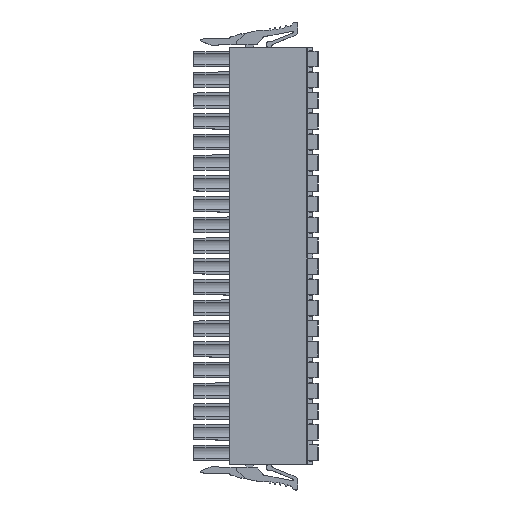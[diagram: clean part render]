
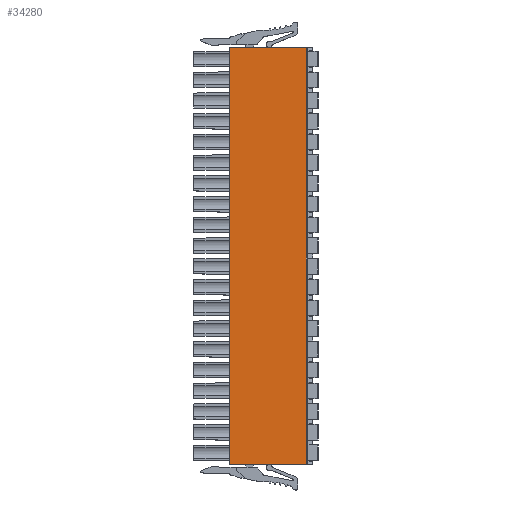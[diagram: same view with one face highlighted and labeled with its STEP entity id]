
A CAD part, top view. The second image highlights one B-rep face of the part: STEP entity #34280.
In plain terms, the highlighted planar face has unit normal (0, 0, 1).
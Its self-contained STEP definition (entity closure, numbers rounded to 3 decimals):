
#8185=DIRECTION('',(0.,1.,0.));
#8186=VECTOR('',#8185,76.59);
#8187=CARTESIAN_POINT('',(7.475,-22.265,3.4));
#8188=LINE('',#8187,#8186);
#8193=DIRECTION('',(0.,1.,0.));
#8194=VECTOR('',#8193,76.59);
#8195=CARTESIAN_POINT('',(-6.625,-22.265,
3.4));
#8196=LINE('',#8195,#8194);
#11350=DIRECTION('',(-1.,0.,0.));
#11351=VECTOR('',#11350,14.1);
#11352=CARTESIAN_POINT('',(7.475,54.325,3.4));
#11353=LINE('',#11352,#11351);
#12606=DIRECTION('',(1.,0.,0.));
#12607=VECTOR('',#12606,14.1);
#12608=CARTESIAN_POINT('',(-6.625,-22.265,
3.4));
#12609=LINE('',#12608,#12607);
#18574=CARTESIAN_POINT('',(-6.625,-22.265,
3.4));
#18575=VERTEX_POINT('',#18574);
#18602=CARTESIAN_POINT('',(7.475,-22.265,
3.4));
#18603=VERTEX_POINT('',#18602);
#23084=CARTESIAN_POINT('',(-6.625,54.325,
3.4));
#23085=VERTEX_POINT('',#23084);
#23086=CARTESIAN_POINT('',(7.475,54.325,3.4));
#23087=VERTEX_POINT('',#23086);
#34266=CARTESIAN_POINT('',(4.299,-14.645,3.4));
#34267=DIRECTION('',(0.,0.,1.));
#34268=DIRECTION('',(-1.,0.,0.));
#34269=AXIS2_PLACEMENT_3D('',#34266,#34267,#34268);
#34270=PLANE('',#34269);
#34272=ORIENTED_EDGE('',*,*,#34271,.T.);
#34274=ORIENTED_EDGE('',*,*,#34273,.F.);
#34275=ORIENTED_EDGE('',*,*,#34256,.F.);
#34277=ORIENTED_EDGE('',*,*,#34276,.F.);
#34278=EDGE_LOOP('',(#34272,#34274,#34275,#34277));
#34279=FACE_OUTER_BOUND('',#34278,.F.);
#34256=EDGE_CURVE('',#18603,#23087,#8188,.T.);
#34271=EDGE_CURVE('',#18575,#23085,#8196,.T.);
#34273=EDGE_CURVE('',#23087,#23085,#11353,.T.);
#34276=EDGE_CURVE('',#18575,#18603,#12609,.T.);
#34280=ADVANCED_FACE('',(#34279),#34270,.T.);
